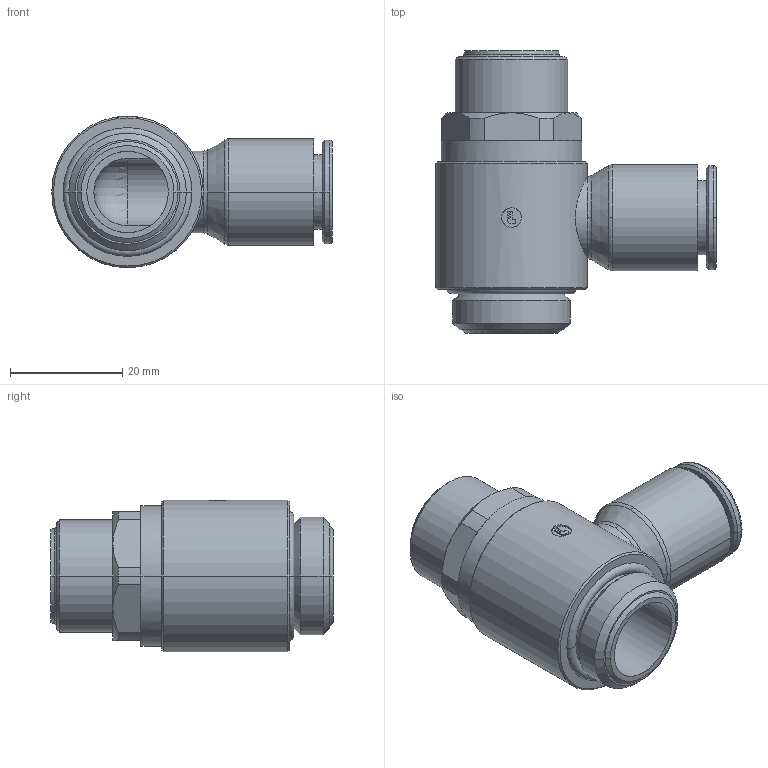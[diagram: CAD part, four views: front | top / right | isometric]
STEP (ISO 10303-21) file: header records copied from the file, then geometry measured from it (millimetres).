
FILE_DESCRIPTION(('STEP AP214'),'1');
FILE_NAME('7010_12_21.stp','2016-07-07T14:53:44',('TraceParts'),('TraceParts S.A.'),'Spatial InterOp 3D',' ',' ');
FILE_SCHEMA(('automotive_design'));
Length unit declared in the file: millimetre
Products named in the file (1): 1
Bounding box: 49.97 x 50.26 x 27 mm (x, y, z)
Volume: 21673 mm3; surface area: 8668.9 mm2
Topology: 1 solids, 1 shells, 111 faces, 272 edges, 174 vertices
Faces by surface type: cylinder 38, plane 36, cone 26, torus 10, sphere 1
Entity records: 3534 total; most frequent: CARTESIAN_POINT 835, DIRECTION 606, ORIENTED_EDGE 540, EDGE_CURVE 270, AXIS2_PLACEMENT_3D 248, VERTEX_POINT 174, CIRCLE 136, EDGE_LOOP 126
